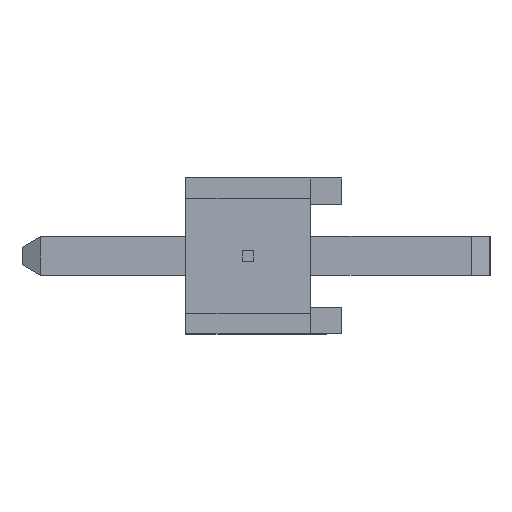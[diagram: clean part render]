
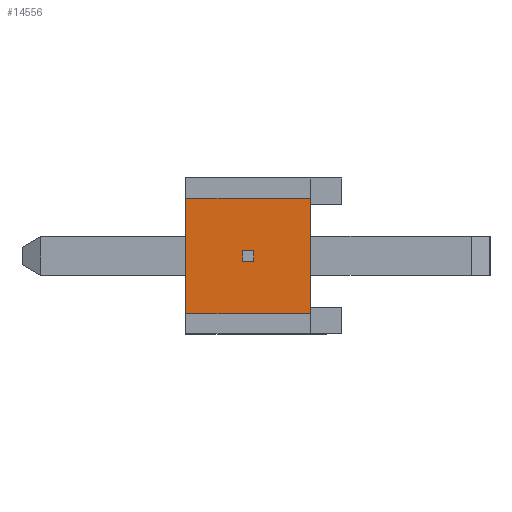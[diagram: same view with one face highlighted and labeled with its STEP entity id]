
A CAD part, left-side view. The second image highlights one B-rep face of the part: STEP entity #14556.
In plain terms, the highlighted planar face has unit normal (-1, 0, 0).
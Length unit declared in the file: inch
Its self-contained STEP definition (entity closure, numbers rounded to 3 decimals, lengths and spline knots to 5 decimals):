
#1799=ORIENTED_EDGE('',*,*,#5457,.F.);
#1800=ORIENTED_EDGE('',*,*,#5458,.F.);
#1801=ORIENTED_EDGE('',*,*,#5459,.F.);
#1802=ORIENTED_EDGE('',*,*,#5460,.F.);
#1803=ORIENTED_EDGE('',*,*,#5461,.F.);
#1804=ORIENTED_EDGE('',*,*,#5462,.F.);
#1805=ORIENTED_EDGE('',*,*,#5463,.F.);
#1806=ORIENTED_EDGE('',*,*,#5464,.F.);
#5457=EDGE_CURVE('',#7117,#7118,#8819,.T.);
#5458=EDGE_CURVE('',#7119,#7117,#8820,.T.);
#5459=EDGE_CURVE('',#7120,#7119,#8821,.T.);
#5460=EDGE_CURVE('',#7118,#7120,#8822,.T.);
#5461=EDGE_CURVE('',#7121,#7122,#8823,.T.);
#5462=EDGE_CURVE('',#7123,#7121,#8824,.T.);
#5463=EDGE_CURVE('',#7124,#7123,#8825,.T.);
#5464=EDGE_CURVE('',#7122,#7124,#8826,.T.);
#7117=VERTEX_POINT('',#22069);
#7118=VERTEX_POINT('',#22070);
#7119=VERTEX_POINT('',#22072);
#7120=VERTEX_POINT('',#22074);
#7121=VERTEX_POINT('',#22077);
#7122=VERTEX_POINT('',#22078);
#7123=VERTEX_POINT('',#22080);
#7124=VERTEX_POINT('',#22082);
#8819=LINE('',#22068,#10885);
#8820=LINE('',#22071,#10886);
#8821=LINE('',#22073,#10887);
#8822=LINE('',#22075,#10888);
#8823=LINE('',#22076,#10889);
#8824=LINE('',#22079,#10890);
#8825=LINE('',#22081,#10891);
#8826=LINE('',#22083,#10892);
#10885=VECTOR('',#17844,39.37008);
#10886=VECTOR('',#17845,39.37008);
#10887=VECTOR('',#17846,39.37008);
#10888=VECTOR('',#17847,39.37008);
#10889=VECTOR('',#17848,39.37008);
#10890=VECTOR('',#17849,39.37008);
#10891=VECTOR('',#17850,39.37008);
#10892=VECTOR('',#17851,39.37008);
#12005=EDGE_LOOP('',(#1799,#1800,#1801,#1802));
#12006=EDGE_LOOP('',(#1803,#1804,#1805,#1806));
#12877=FACE_BOUND('',#12005,.T.);
#12878=FACE_BOUND('',#12006,.T.);
#13749=PLANE('',#15389);
#14556=ADVANCED_FACE('',(#12877,#12878),#13749,.F.);
#15389=AXIS2_PLACEMENT_3D('',#22067,#17842,#17843);
#17842=DIRECTION('',(1.,0.,0.));
#17843=DIRECTION('',(0.,0.,-1.));
#17844=DIRECTION('',(0.,0.,-1.));
#17845=DIRECTION('',(0.,1.,0.));
#17846=DIRECTION('',(0.,0.,1.));
#17847=DIRECTION('',(0.,-1.,0.));
#17848=DIRECTION('',(0.,0.,-1.));
#17849=DIRECTION('',(0.,-1.,0.));
#17850=DIRECTION('',(0.,0.,1.));
#17851=DIRECTION('',(0.,1.,0.));
#22067=CARTESIAN_POINT('',(-0.792,0.,0.));
#22068=CARTESIAN_POINT('',(-0.792,0.06353,0.));
#22069=CARTESIAN_POINT('',(-0.792,0.06353,0.00339));
#22070=CARTESIAN_POINT('',(-0.792,0.06353,-0.00339));
#22071=CARTESIAN_POINT('',(-0.792,0.,0.00339));
#22072=CARTESIAN_POINT('',(-0.792,0.05647,0.00339));
#22073=CARTESIAN_POINT('',(-0.792,0.05647,0.));
#22074=CARTESIAN_POINT('',(-0.792,0.05647,-0.00339));
#22075=CARTESIAN_POINT('',(-0.792,0.,-0.00339));
#22076=CARTESIAN_POINT('',(-0.792,0.02,0.));
#22077=CARTESIAN_POINT('',(-0.792,0.02,0.037));
#22078=CARTESIAN_POINT('',(-0.792,0.02,-0.037));
#22079=CARTESIAN_POINT('',(-0.792,0.1,0.037));
#22080=CARTESIAN_POINT('',(-0.792,0.1,0.037));
#22081=CARTESIAN_POINT('',(-0.792,0.1,-0.037));
#22082=CARTESIAN_POINT('',(-0.792,0.1,-0.037));
#22083=CARTESIAN_POINT('',(-0.792,0.,-0.037));
